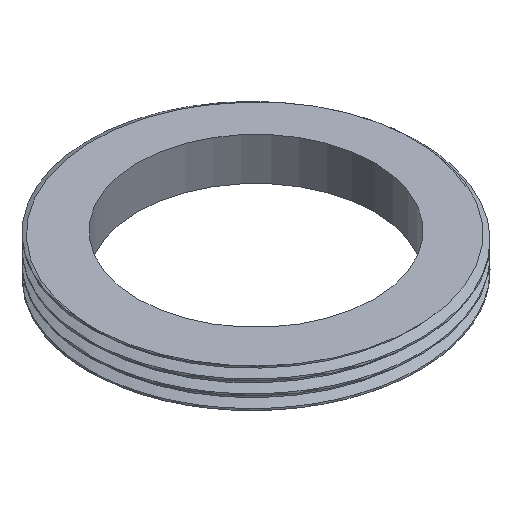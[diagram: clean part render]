
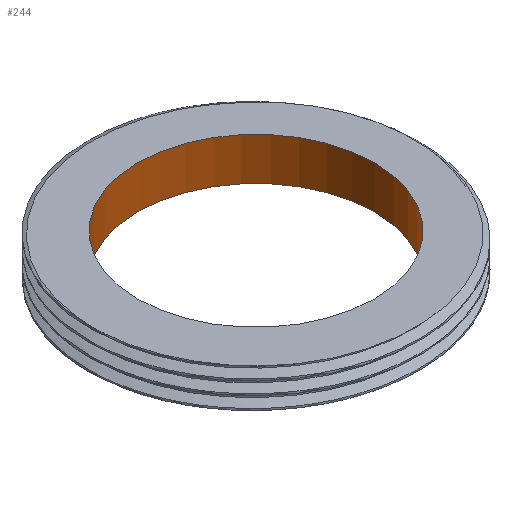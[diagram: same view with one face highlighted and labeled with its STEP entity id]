
A CAD part, isometric view. The second image highlights one B-rep face of the part: STEP entity #244.
In plain terms, the highlighted cylindrical face has radius 13.75 mm (diameter 27.5 mm), a full revolution.
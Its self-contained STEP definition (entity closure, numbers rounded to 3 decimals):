
#28=FACE_OUTER_BOUND('',#42,.T.);
#42=EDGE_LOOP('',(#183,#184,#185,#186));
#53=CIRCLE('',#275,13.75);
#54=CIRCLE('',#276,13.75);
#86=LINE('',#743,#94);
#94=VECTOR('',#314,13.75);
#113=VERTEX_POINT('',#740);
#114=VERTEX_POINT('',#742);
#142=EDGE_CURVE('',#113,#113,#53,.T.);
#143=EDGE_CURVE('',#113,#114,#86,.T.);
#144=EDGE_CURVE('',#114,#114,#54,.T.);
#183=ORIENTED_EDGE('',*,*,#142,.F.);
#184=ORIENTED_EDGE('',*,*,#143,.T.);
#185=ORIENTED_EDGE('',*,*,#144,.F.);
#186=ORIENTED_EDGE('',*,*,#143,.F.);
#234=CYLINDRICAL_SURFACE('',#274,13.75);
#244=ADVANCED_FACE('',(#28),#234,.F.);
#274=AXIS2_PLACEMENT_3D('',#739,#310,#311);
#275=AXIS2_PLACEMENT_3D('',#741,#312,#313);
#276=AXIS2_PLACEMENT_3D('',#744,#315,#316);
#310=DIRECTION('center_axis',(0.,0.,-1.));
#311=DIRECTION('ref_axis',(0.,1.,0.));
#312=DIRECTION('center_axis',(0.,0.,-1.));
#313=DIRECTION('ref_axis',(0.,1.,0.));
#314=DIRECTION('',(0.,0.,-1.));
#315=DIRECTION('center_axis',(0.,0.,1.));
#316=DIRECTION('ref_axis',(0.,1.,0.));
#739=CARTESIAN_POINT('Origin',(0.,0.,83.377));
#740=CARTESIAN_POINT('',(0.,-13.75,54.546));
#741=CARTESIAN_POINT('Origin',(0.,0.,54.546));
#742=CARTESIAN_POINT('',(0.,-13.75,49.591));
#743=CARTESIAN_POINT('',(0.,-13.75,83.377));
#744=CARTESIAN_POINT('Origin',(0.,0.,49.591));
